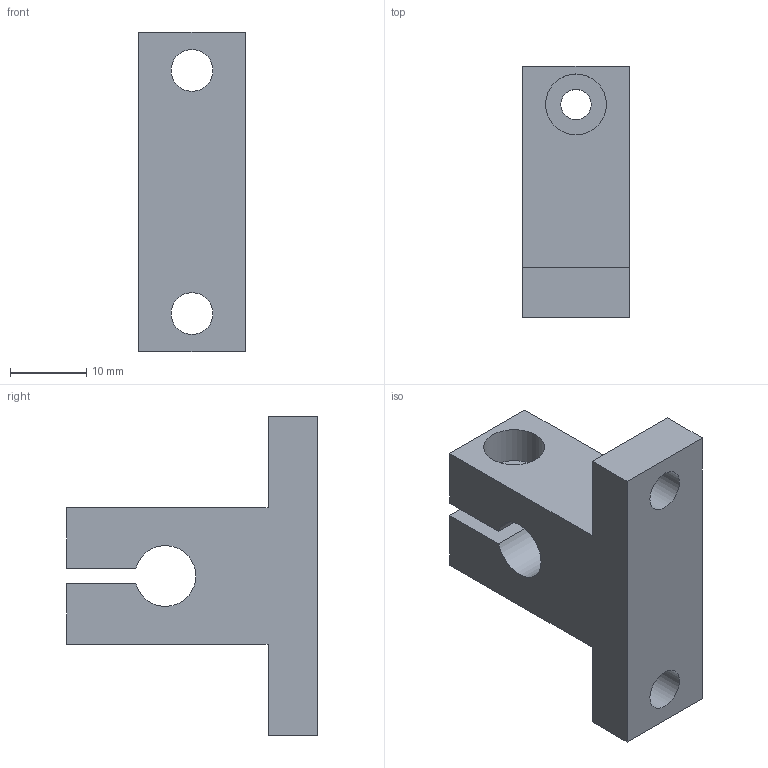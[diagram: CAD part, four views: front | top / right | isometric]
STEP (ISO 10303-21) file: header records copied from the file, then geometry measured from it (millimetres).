
FILE_DESCRIPTION(/* description */ (''),/* implementation_level */ '2;1');
FILE_NAME(/* name */ 'SK8.stp',/* time_stamp */ '2021-10-09T14:47:24+01:00',/* author */ ('cawle'),/* organization */ (''),/* preprocessor_version */ 'ST-DEVELOPER v18',/* originating_system */ 'Autodesk Inventor 2020',/* authorisation */ '');
FILE_SCHEMA (('AUTOMOTIVE_DESIGN { 1 0 10303 214 3 1 1 }'));
Length unit declared in the file: millimetre
Products named in the file (1): SK8
Bounding box: 14 x 33 x 42 mm (x, y, z)
Volume: 8825.3 mm3; surface area: 4340 mm2
Topology: 1 solids, 1 shells, 22 faces, 60 edges, 41 vertices
Faces by surface type: plane 14, cylinder 6, cone 2
Full cylindrical faces by diameter (mm): 4 x2, 5.5 x2, 8 x1
Entity records: 764 total; most frequent: DIRECTION 125, CARTESIAN_POINT 124, ORIENTED_EDGE 120, EDGE_CURVE 60, AXIS2_PLACEMENT_3D 42, LINE 41, VECTOR 41, VERTEX_POINT 41
